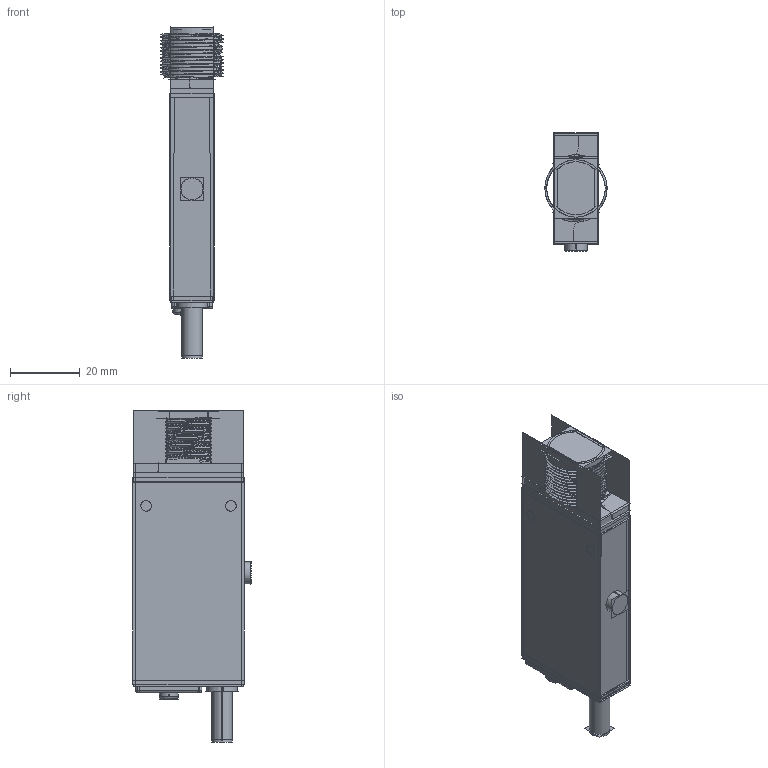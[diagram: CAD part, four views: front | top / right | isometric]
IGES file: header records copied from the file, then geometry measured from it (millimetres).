
Start section:  PTC IGES file: 188673.igs
Global section: file name: 188673.igs; native system: Creo Parametric by Parametric Technology Corporation; preprocessor: 2013230; author: pdmadmin; organization: Unknown; date: 20151015.090520; units: millimetre
Bounding box: 17.87 x 33.97 x 95.54 mm (x, y, z)
Volume: 9651.8 mm3; surface area: 98283.8 mm2
Topology: 10 solids, 11 shells, 1214 faces, 6174 edges, 7760 vertices
Faces by surface type: bspline 672, revolution 542
